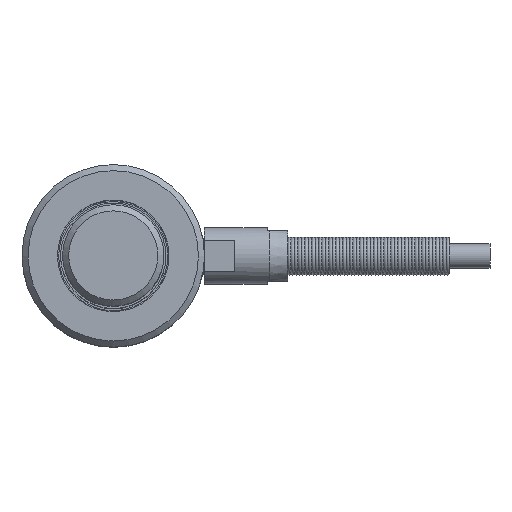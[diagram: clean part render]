
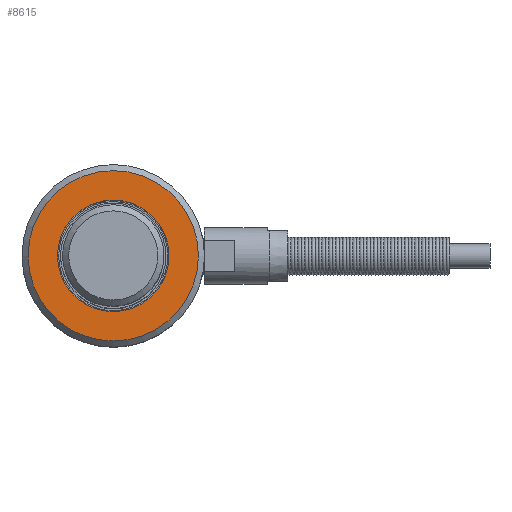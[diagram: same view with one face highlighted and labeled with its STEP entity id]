
A CAD part, top view. The second image highlights one B-rep face of the part: STEP entity #8615.
In plain terms, the highlighted planar face has unit normal (0, 0, 1).
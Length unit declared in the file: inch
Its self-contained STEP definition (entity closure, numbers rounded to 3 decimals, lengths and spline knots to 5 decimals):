
#8264=CARTESIAN_POINT('',(0.42,0.,0.39775));
#8265=VERTEX_POINT('',#8264);
#8266=CARTESIAN_POINT('',(0.,0.0,0.39775));
#8267=DIRECTION('',(0.0,0.0,-1.0));
#8268=DIRECTION('',(-1.0,0.0,0.0));
#8269=AXIS2_PLACEMENT_3D('',#8266,#8267,#8268);
#8270=CIRCLE('',#8269,0.42);
#8271=EDGE_CURVE('',#8265,#8265,#8270,.T.);
#8292=CARTESIAN_POINT('',(0.275,0.0,0.39775));
#8293=VERTEX_POINT('',#8292);
#8294=CARTESIAN_POINT('',(0.,0.0,0.39775));
#8295=DIRECTION('',(0.0,0.0,-1.0));
#8296=DIRECTION('',(1.0,0.0,0.0));
#8297=AXIS2_PLACEMENT_3D('',#8294,#8295,#8296);
#8298=CIRCLE('',#8297,0.275);
#8299=EDGE_CURVE('',#8293,#8293,#8298,.T.);
#8604=CARTESIAN_POINT('',(0.,0.0,0.39775));
#8605=DIRECTION('',(0.0,0.0,1.0));
#8606=DIRECTION('',(1.0,0.0,0.0));
#8607=AXIS2_PLACEMENT_3D('',#8604,#8605,#8606);
#8608=PLANE('',#8607);
#8609=ORIENTED_EDGE('',*,*,#8271,.F.);
#8610=EDGE_LOOP('',(#8609));
#8611=FACE_OUTER_BOUND('',#8610,.T.);
#8612=ORIENTED_EDGE('',*,*,#8299,.T.);
#8613=EDGE_LOOP('',(#8612));
#8614=FACE_BOUND('',#8613,.T.);
#8615=ADVANCED_FACE('',(#8611,#8614),#8608,.T.);
